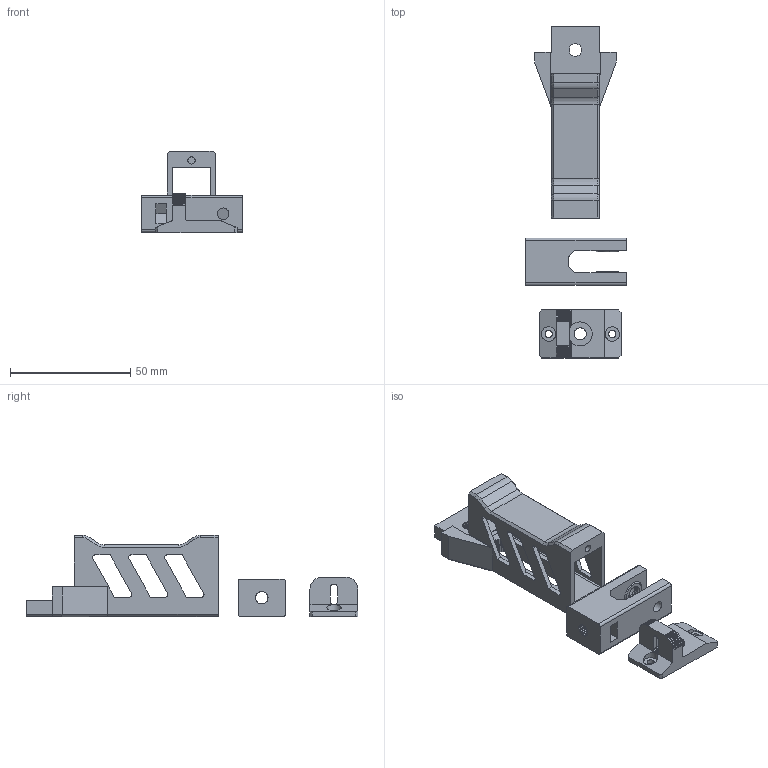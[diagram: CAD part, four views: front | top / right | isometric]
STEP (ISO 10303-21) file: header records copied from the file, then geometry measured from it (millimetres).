
FILE_DESCRIPTION(/* description */ (''),/* implementation_level */ '2;1');
FILE_NAME(/* name */ 'RobotRogue - Y Belt Tensioner Mod.step',/* time_stamp */ '2023-02-02T15:14:08-08:00',/* author */ (''),/* organization */ (''),/* preprocessor_version */ 'ST-DEVELOPER v19.2',/* originating_system */ 'Autodesk Translation Framework v11.17.0.187',/* authorisation */ '');
FILE_SCHEMA (('AUTOMOTIVE_DESIGN { 1 0 10303 214 3 1 1 }'));
Length unit declared in the file: millimetre
Products named in the file (1): Latest Y Tensioner
Bounding box: 42 x 138.2 x 34 mm (x, y, z)
Volume: 29896.5 mm3; surface area: 18914.5 mm2
Topology: 3 solids, 3 shells, 1236 faces, 2726 edges, 1500 vertices
Faces by surface type: plane 1196, cylinder 31, cone 9
Full cylindrical faces by diameter (mm): 3 x4, 4.8 x1, 6.011 x2, 9.044 x1, 10 x1
Entity records: 32278 total; most frequent: CARTESIAN_POINT 5463, ORIENTED_EDGE 5452, DIRECTION 5382, EDGE_CURVE 2726, LINE 2544, VECTOR 2544, VERTEX_POINT 1500, AXIS2_PLACEMENT_3D 1419
